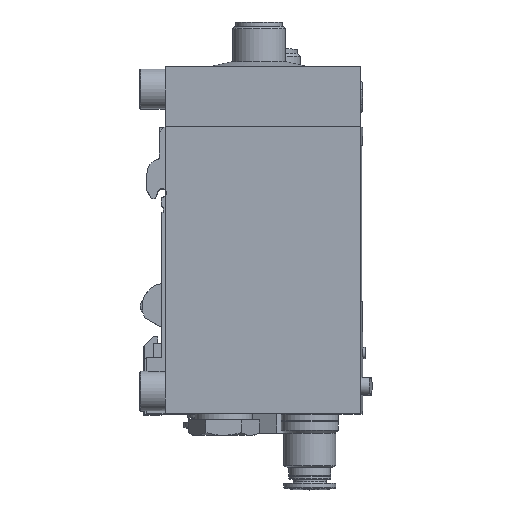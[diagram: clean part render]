
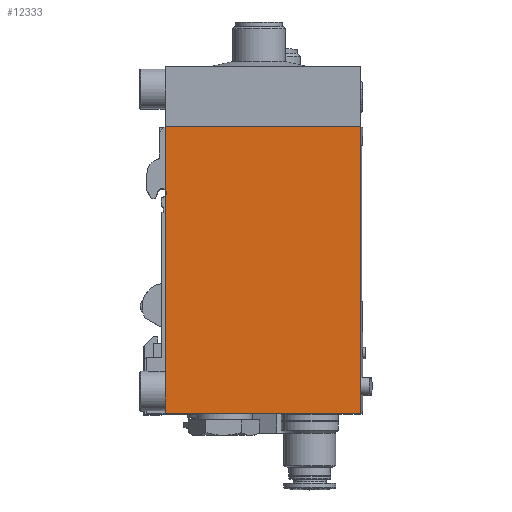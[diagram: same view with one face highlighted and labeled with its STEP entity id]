
A CAD part, top view. The second image highlights one B-rep face of the part: STEP entity #12333.
In plain terms, the highlighted face is planar.
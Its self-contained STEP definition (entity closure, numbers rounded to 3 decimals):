
#180=B_SPLINE_CURVE_WITH_KNOTS('',3,(#17304,#17305,#17306,#17307),
 .UNSPECIFIED.,.F.,.F.,(4,4),(0.,1.),.UNSPECIFIED.);
#303=CIRCLE('',#12968,1.);
#1243=ORIENTED_EDGE('',*,*,#3590,.F.);
#1244=ORIENTED_EDGE('',*,*,#3478,.F.);
#1245=ORIENTED_EDGE('',*,*,#3591,.F.);
#1246=ORIENTED_EDGE('',*,*,#3592,.F.);
#1247=ORIENTED_EDGE('',*,*,#3593,.F.);
#1248=ORIENTED_EDGE('',*,*,#3466,.T.);
#3466=EDGE_CURVE('',#4645,#4644,#303,.T.);
#3478=EDGE_CURVE('',#4654,#4655,#5526,.T.);
#3590=EDGE_CURVE('',#4655,#4644,#5617,.T.);
#3591=EDGE_CURVE('',#4728,#4654,#5618,.T.);
#3592=EDGE_CURVE('',#4729,#4728,#180,.F.);
#3593=EDGE_CURVE('',#4645,#4729,#5619,.T.);
#4644=VERTEX_POINT('',#17064);
#4645=VERTEX_POINT('',#17066);
#4654=VERTEX_POINT('',#17087);
#4655=VERTEX_POINT('',#17089);
#4728=VERTEX_POINT('',#17303);
#4729=VERTEX_POINT('',#17308);
#5526=LINE('',#17088,#6279);
#5617=LINE('',#17301,#6370);
#5618=LINE('',#17302,#6371);
#5619=LINE('',#17309,#6372);
#6279=VECTOR('',#14257,1000.);
#6370=VECTOR('',#14438,1000.);
#6371=VECTOR('',#14439,1000.);
#6372=VECTOR('',#14440,1000.);
#6945=EDGE_LOOP('',(#1243,#1244,#1245,#1246,#1247,#1248));
#7776=FACE_BOUND('',#6945,.T.);
#8572=PLANE('',#13019);
#12333=ADVANCED_FACE('',(#7776),#8572,.F.);
#12968=AXIS2_PLACEMENT_3D('',#17065,#14237,#14238);
#13019=AXIS2_PLACEMENT_3D('',#17300,#14436,#14437);
#14237=DIRECTION('',(1.,0.,0.));
#14238=DIRECTION('',(0.,0.,-1.));
#14257=DIRECTION('',(0.,0.,-1.));
#14436=DIRECTION('',(1.,0.,0.));
#14437=DIRECTION('',(0.,0.,-1.));
#14438=DIRECTION('',(0.,1.,0.));
#14439=DIRECTION('',(0.,-1.,0.));
#14440=DIRECTION('',(0.,1.,0.));
#17064=CARTESIAN_POINT('',(-47.5,9.936,-43.));
#17065=CARTESIAN_POINT('',(-47.5,10.65,-43.7));
#17066=CARTESIAN_POINT('',(-47.5,11.364,-43.));
#17087=CARTESIAN_POINT('',(-47.5,-39.25,1.3));
#17088=CARTESIAN_POINT('',(-47.5,-39.25,1.3));
#17089=CARTESIAN_POINT('',(-47.5,-39.25,-43.));
#17300=CARTESIAN_POINT('',(-47.5,10.65,-43.7));
#17301=CARTESIAN_POINT('',(-47.5,10.65,-43.));
#17302=CARTESIAN_POINT('',(-47.5,25.75,1.3));
#17303=CARTESIAN_POINT('',(-47.5,25.75,1.3));
#17304=CARTESIAN_POINT('',(-47.5,25.75,1.3));
#17305=CARTESIAN_POINT('',(-47.5,25.75,-13.467));
#17306=CARTESIAN_POINT('',(-47.5,25.75,-28.233));
#17307=CARTESIAN_POINT('',(-47.5,25.75,-43.));
#17308=CARTESIAN_POINT('',(-47.5,25.75,-43.));
#17309=CARTESIAN_POINT('',(-47.5,10.65,-43.));
